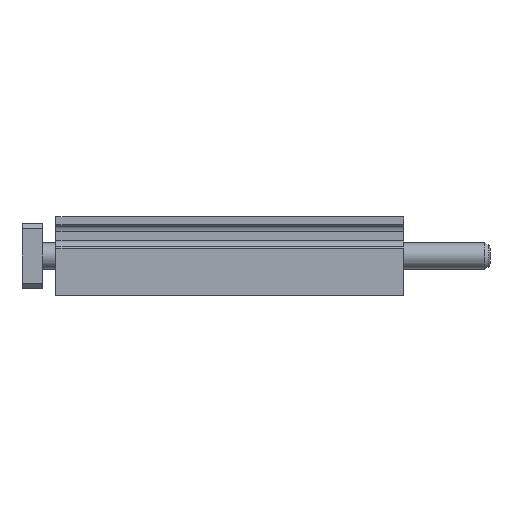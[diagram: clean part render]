
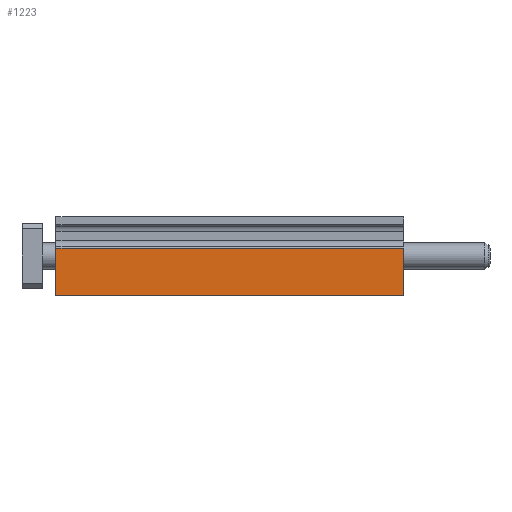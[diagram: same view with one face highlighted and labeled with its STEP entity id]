
A CAD part, front view. The second image highlights one B-rep face of the part: STEP entity #1223.
In plain terms, the highlighted planar face has unit normal (0, -1, 0).
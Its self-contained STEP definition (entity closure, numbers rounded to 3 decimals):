
#129 = DIRECTION ( 'NONE',  ( 0., 0., -1. ) ) ;
#699 = DIRECTION ( 'NONE',  ( 0., 1., 0. ) ) ;
#850 = LINE ( 'NONE', #8962, #3759 ) ;
#1223 = ADVANCED_FACE ( 'NONE', ( #9823 ), #3340, .F. ) ;
#1538 = CARTESIAN_POINT ( 'NONE',  ( 0., -34., 3. ) ) ;
#1580 = CARTESIAN_POINT ( 'NONE',  ( 133., -34., 3. ) ) ;
#1741 = EDGE_CURVE ( 'NONE', #7244, #6384, #1873, .T. ) ;
#1873 = LINE ( 'NONE', #6040, #8317 ) ;
#2155 = EDGE_LOOP ( 'NONE', ( #7345, #9609, #5879, #9204 ) ) ;
#3340 = PLANE ( 'NONE',  #8988 ) ;
#3759 = VECTOR ( 'NONE', #8859, 1000. ) ;
#3879 = CARTESIAN_POINT ( 'NONE',  ( 0., -34., -15. ) ) ;
#3898 = EDGE_CURVE ( 'NONE', #9156, #7244, #9537, .T. ) ;
#4610 = CARTESIAN_POINT ( 'NONE',  ( 133., -34., -15. ) ) ;
#4801 = DIRECTION ( 'NONE',  ( 0., 0., -1. ) ) ;
#5066 = VECTOR ( 'NONE', #4801, 1000. ) ;
#5879 = ORIENTED_EDGE ( 'NONE', *, *, #3898, .F. ) ;
#5979 = VECTOR ( 'NONE', #129, 1000. ) ;
#6040 = CARTESIAN_POINT ( 'NONE',  ( 133., -34., -15. ) ) ;
#6222 = EDGE_CURVE ( 'NONE', #8994, #6384, #6526, .T. ) ;
#6384 = VERTEX_POINT ( 'NONE', #3879 ) ;
#6526 = LINE ( 'NONE', #8986, #5979 ) ;
#6966 = EDGE_CURVE ( 'NONE', #9156, #8994, #850, .T. ) ;
#7244 = VERTEX_POINT ( 'NONE', #4610 ) ;
#7345 = ORIENTED_EDGE ( 'NONE', *, *, #6222, .T. ) ;
#8317 = VECTOR ( 'NONE', #9285, 1000. ) ;
#8859 = DIRECTION ( 'NONE',  ( -1., 0., 0. ) ) ;
#8962 = CARTESIAN_POINT ( 'NONE',  ( 133., -34., 3. ) ) ;
#8986 = CARTESIAN_POINT ( 'NONE',  ( 0., -34., 3. ) ) ;
#8988 = AXIS2_PLACEMENT_3D ( 'NONE', #9026, #699, #10406 ) ;
#8994 = VERTEX_POINT ( 'NONE', #1538 ) ;
#9026 = CARTESIAN_POINT ( 'NONE',  ( 133., -34., 3. ) ) ;
#9156 = VERTEX_POINT ( 'NONE', #9749 ) ;
#9204 = ORIENTED_EDGE ( 'NONE', *, *, #6966, .T. ) ;
#9285 = DIRECTION ( 'NONE',  ( -1., 0., 0. ) ) ;
#9537 = LINE ( 'NONE', #1580, #5066 ) ;
#9609 = ORIENTED_EDGE ( 'NONE', *, *, #1741, .F. ) ;
#9749 = CARTESIAN_POINT ( 'NONE',  ( 133., -34., 3. ) ) ;
#9823 = FACE_OUTER_BOUND ( 'NONE', #2155, .T. ) ;
#10406 = DIRECTION ( 'NONE',  ( 1., 0., 0. ) ) ;
